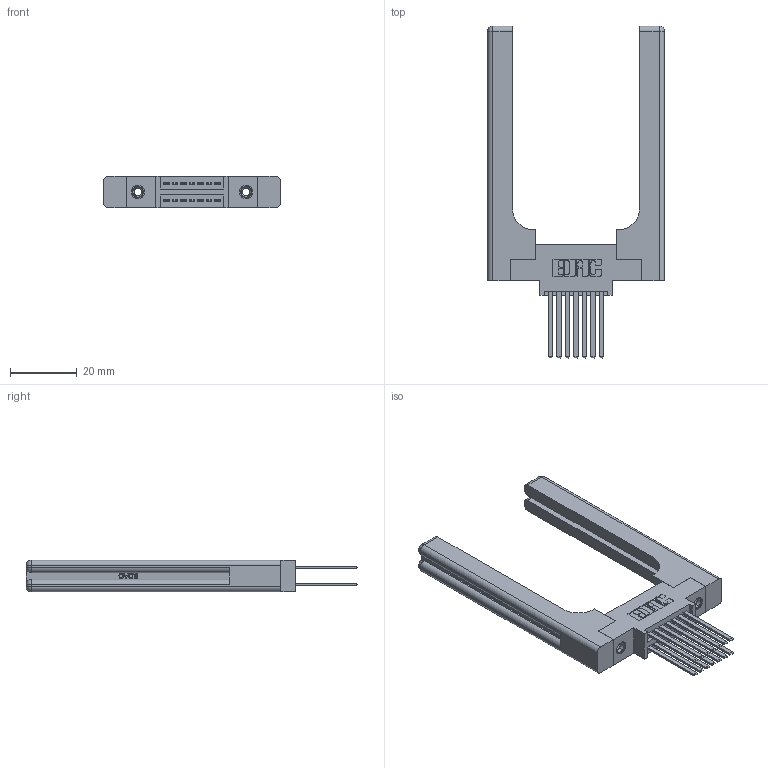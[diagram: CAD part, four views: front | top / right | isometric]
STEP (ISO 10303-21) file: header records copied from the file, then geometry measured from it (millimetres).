
FILE_DESCRIPTION (( 'STEP AP203' ), '1' );
FILE_NAME ('395-014-544-858.STEP', '2019-10-15T16:35:19', ( '' ), ( '' ), 'SwSTEP 2.0', 'SolidWorks 2016', '' );
FILE_SCHEMA (( 'CONFIG_CONTROL_DESIGN' ));
Length unit declared in the file: inch
Products named in the file (5): 345 Part_0.170 Offset - 0.156 Dia-TH; 345-292-001_345-293-144; 345-250-001_345-250-001-102; 345-220-058_345-220-058; 395-014-544-858
Assembly tree (19 placements, depth 2):
  395-014-544-858
    345 Part_0.170 Offset - 0.156 Dia-TH
    345-292-001_345-293-144  x14
    345-250-001_345-250-001-102  x2
    345-220-058_345-220-058  x2
Bounding box: 52.81 x 99.24 x 9.4 mm (x, y, z)
Volume: 13362.8 mm3; surface area: 12324.5 mm2
Topology: 19 solids, 19 shells, 1002 faces, 2853 edges, 1862 vertices
Faces by surface type: plane 638, cylinder 304, bspline 36, cone 12, sphere 8, torus 4
Entity records: 15334 total; most frequent: CARTESIAN_POINT 3597, ORIENTED_EDGE 2328, DIRECTION 2144, EDGE_CURVE 1164, VECTOR 916, LINE 916, VERTEX_POINT 766, AXIS2_PLACEMENT_3D 614
